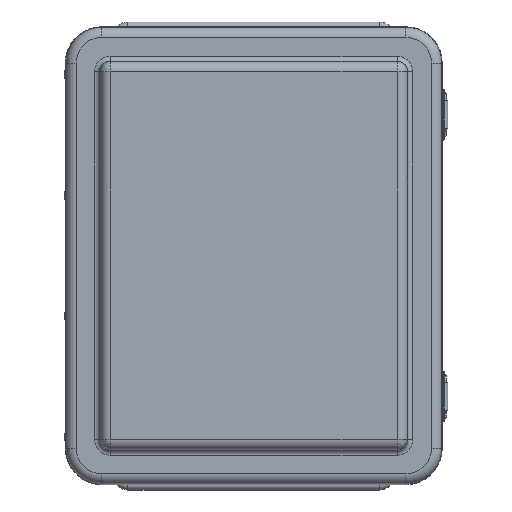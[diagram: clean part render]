
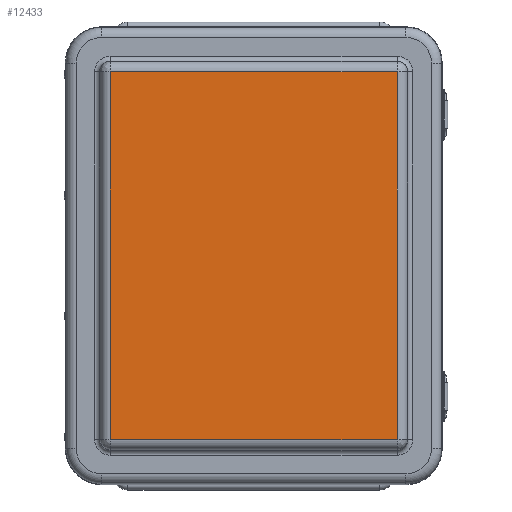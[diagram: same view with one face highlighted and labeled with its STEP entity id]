
A CAD part, top view. The second image highlights one B-rep face of the part: STEP entity #12433.
In plain terms, the highlighted planar face has unit normal (0, 0, 1).
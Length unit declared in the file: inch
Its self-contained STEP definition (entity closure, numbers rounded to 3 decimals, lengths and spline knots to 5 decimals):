
#957=LINE($,#22181,#1860);
#960=LINE($,#22188,#1863);
#961=LINE($,#22221,#1864);
#964=LINE($,#22228,#1867);
#1860=VECTOR($,#16813,9.137);
#1863=VECTOR($,#16820,7.125);
#1864=VECTOR($,#16837,7.125);
#1867=VECTOR($,#16844,9.137);
#2345=PLANE($,#13715);
#3617=FACE_OUTER_BOUND($,#4560,.T.);
#4560=EDGE_LOOP($,(#10771,#10772,#10773,#10774,#10775,#10776,#10777,#10778));
#5332=CIRCLE($,#13690,0.00433);
#5338=CIRCLE($,#13698,0.00433);
#5342=CIRCLE($,#13702,0.00433);
#5346=CIRCLE($,#13708,0.00433);
#6371=VERTEX_POINT($,#22170);
#6372=VERTEX_POINT($,#22172);
#6375=VERTEX_POINT($,#22179);
#6376=VERTEX_POINT($,#22184);
#6379=VERTEX_POINT($,#22199);
#6380=VERTEX_POINT($,#22212);
#6383=VERTEX_POINT($,#22219);
#6384=VERTEX_POINT($,#22224);
#7898=EDGE_CURVE($,#6371,#6372,#5332,.T.);
#7902=EDGE_CURVE($,#6375,#6371,#957,.T.);
#7906=EDGE_CURVE($,#6372,#6376,#960,.T.);
#7908=EDGE_CURVE($,#6379,#6375,#5338,.T.);
#7912=EDGE_CURVE($,#6376,#6380,#5342,.T.);
#7914=EDGE_CURVE($,#6383,#6379,#961,.T.);
#7918=EDGE_CURVE($,#6380,#6384,#964,.T.);
#7920=EDGE_CURVE($,#6384,#6383,#5346,.T.);
#10771=ORIENTED_EDGE($,*,*,#7898,.F.);
#10772=ORIENTED_EDGE($,*,*,#7902,.F.);
#10773=ORIENTED_EDGE($,*,*,#7908,.F.);
#10774=ORIENTED_EDGE($,*,*,#7914,.F.);
#10775=ORIENTED_EDGE($,*,*,#7920,.F.);
#10776=ORIENTED_EDGE($,*,*,#7918,.F.);
#10777=ORIENTED_EDGE($,*,*,#7912,.F.);
#10778=ORIENTED_EDGE($,*,*,#7906,.F.);
#12433=ADVANCED_FACE($,(#3617),#2345,.T.);
#13690=AXIS2_PLACEMENT_3D($,#22173,#16803,#16804);
#13698=AXIS2_PLACEMENT_3D($,#22201,#16823,#16824);
#13702=AXIS2_PLACEMENT_3D($,#22216,#16831,#16832);
#13708=AXIS2_PLACEMENT_3D($,#22239,#16847,#16848);
#13715=AXIS2_PLACEMENT_3D($,#22258,#16868,#16869);
#16803=DIRECTION('center_axis',(0.,0.,-1.));
#16804=DIRECTION('ref_axis',(0.707,-0.707,0.));
#16813=DIRECTION($,(0.,-1.,0.));
#16820=DIRECTION($,(-1.,0.,0.));
#16823=DIRECTION('center_axis',(0.,0.,-1.));
#16824=DIRECTION('ref_axis',(0.707,0.707,0.));
#16831=DIRECTION('center_axis',(0.,0.,-1.));
#16832=DIRECTION('ref_axis',(-0.707,-0.707,0.));
#16837=DIRECTION($,(1.,0.,0.));
#16844=DIRECTION($,(0.,1.,0.));
#16847=DIRECTION('center_axis',(0.,0.,-1.));
#16848=DIRECTION('ref_axis',(-0.707,0.707,0.));
#16868=DIRECTION('center_axis',(0.,0.,1.));
#16869=DIRECTION('ref_axis',(1.,0.,0.));
#22170=CARTESIAN_POINT('',(3.56683,-4.5685,1.5943));
#22172=CARTESIAN_POINT('',(3.5625,-4.57283,1.5943));
#22173=CARTESIAN_POINT('Origin',(3.5625,-4.5685,1.5943));
#22179=CARTESIAN_POINT('',(3.56683,4.5685,1.5943));
#22181=CARTESIAN_POINT($,(3.56683,4.5685,1.5943));
#22184=CARTESIAN_POINT('',(-3.5625,-4.57283,1.5943));
#22188=CARTESIAN_POINT($,(3.5625,-4.57283,1.5943));
#22199=CARTESIAN_POINT('',(3.5625,4.57283,1.5943));
#22201=CARTESIAN_POINT('Origin',(3.5625,4.5685,1.5943));
#22212=CARTESIAN_POINT('',(-3.56683,-4.5685,1.5943));
#22216=CARTESIAN_POINT('Origin',(-3.5625,-4.5685,1.5943));
#22219=CARTESIAN_POINT('',(-3.5625,4.57283,1.5943));
#22221=CARTESIAN_POINT($,(-3.5625,4.57283,1.5943));
#22224=CARTESIAN_POINT('',(-3.56683,4.5685,1.5943));
#22228=CARTESIAN_POINT($,(-3.56683,-4.5685,1.5943));
#22239=CARTESIAN_POINT('Origin',(-3.5625,4.5685,1.5943));
#22258=CARTESIAN_POINT('Origin',(0.,0.,1.5943));
